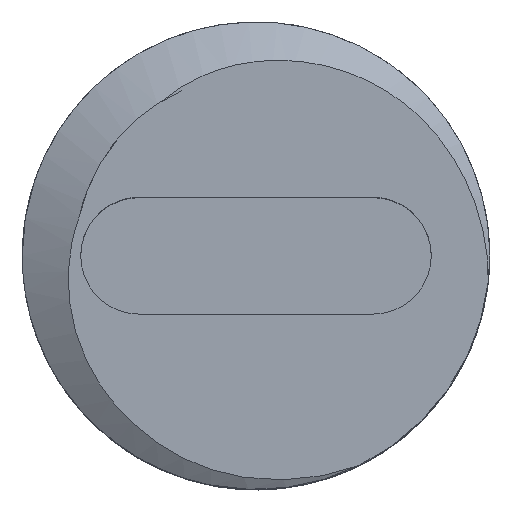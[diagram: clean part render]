
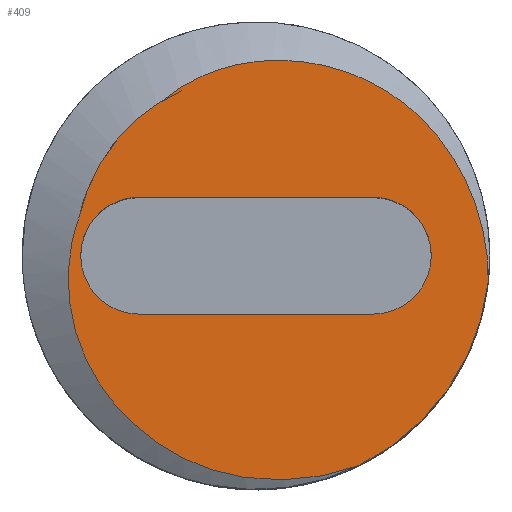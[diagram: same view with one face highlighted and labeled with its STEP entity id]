
A CAD part, top view. The second image highlights one B-rep face of the part: STEP entity #409.
In plain terms, the highlighted planar face has unit normal (0, 0, 1).
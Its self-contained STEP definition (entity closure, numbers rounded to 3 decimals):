
#18=FACE_BOUND('',#66,.T.);
#22=PLANE('',#461);
#42=FACE_OUTER_BOUND('',#65,.T.);
#65=EDGE_LOOP('',(#326,#327,#328,#329));
#66=EDGE_LOOP('',(#330,#331,#332,#333));
#74=CIRCLE('',#449,2.);
#75=CIRCLE('',#451,1.548);
#76=CIRCLE('',#454,0.5);
#78=CIRCLE('',#458,0.5);
#107=B_SPLINE_CURVE_WITH_KNOTS('',3,(#2637,#2638,#2639,#2640,#2641,#2642,
#2643,#2644,#2645,#2646,#2647,#2648,#2649,#2650,#2651,#2652,#2653,#2654,
#2655,#2656,#2657,#2658,#2659,#2660,#2661,#2662,#2663,#2664,#2665,#2666,
#2667,#2668,#2669,#2670,#2671,#2672,#2673,#2674,#2675,#2676,#2677,#2678,
#2679,#2680,#2681,#2682,#2683,#2684,#2685),.UNSPECIFIED.,.F.,.F.,(4,3,3,
3,3,3,3,3,3,3,3,3,3,3,3,3,4),(0.,0.045,0.057,
0.07,0.094,0.128,0.137,
0.147,0.2,0.264,0.364,
0.389,0.429,0.522,0.542,
0.593,0.757),.UNSPECIFIED.);
#108=B_SPLINE_CURVE_WITH_KNOTS('',3,(#2686,#2687,#2688,#2689,#2690,#2691,
#2692,#2693,#2694,#2695,#2696,#2697,#2698,#2699,#2700,#2701,#2702,#2703,
#2704,#2705,#2706,#2707,#2708,#2709,#2710,#2711,#2712,#2713,#2714,#2715,
#2716,#2717,#2718,#2719,#2720,#2721,#2722,#2723,#2724,#2725,#2726,#2727,
#2728,#2729,#2730,#2731,#2732,#2733,#2734),.UNSPECIFIED.,.F.,.F.,(4,3,3,
3,3,3,3,3,3,3,3,3,3,3,3,3,4),(0.,0.047,0.054,
0.063,0.084,0.089,0.097,
0.107,0.13,0.153,0.19,0.197,
0.213,0.227,0.236,0.255,
0.274),.UNSPECIFIED.);
#123=LINE('',#2614,#143);
#128=LINE('',#2628,#148);
#143=VECTOR('',#517,10.);
#148=VECTOR('',#530,10.);
#178=VERTEX_POINT('',#2405);
#179=VERTEX_POINT('',#2455);
#180=VERTEX_POINT('',#2489);
#181=VERTEX_POINT('',#2554);
#182=VERTEX_POINT('',#2612);
#183=VERTEX_POINT('',#2613);
#186=VERTEX_POINT('',#2621);
#188=VERTEX_POINT('',#2627);
#229=EDGE_CURVE('',#178,#179,#74,.T.);
#232=EDGE_CURVE('',#180,#181,#75,.T.);
#234=EDGE_CURVE('',#182,#183,#123,.T.);
#238=EDGE_CURVE('',#186,#182,#76,.T.);
#241=EDGE_CURVE('',#188,#186,#128,.T.);
#244=EDGE_CURVE('',#183,#188,#78,.T.);
#246=EDGE_CURVE('',#181,#178,#107,.T.);
#247=EDGE_CURVE('',#179,#180,#108,.T.);
#326=ORIENTED_EDGE('',*,*,#229,.F.);
#327=ORIENTED_EDGE('',*,*,#246,.F.);
#328=ORIENTED_EDGE('',*,*,#232,.F.);
#329=ORIENTED_EDGE('',*,*,#247,.F.);
#330=ORIENTED_EDGE('',*,*,#234,.T.);
#331=ORIENTED_EDGE('',*,*,#244,.T.);
#332=ORIENTED_EDGE('',*,*,#241,.T.);
#333=ORIENTED_EDGE('',*,*,#238,.T.);
#409=ADVANCED_FACE('',(#42,#18),#22,.T.);
#449=AXIS2_PLACEMENT_3D('',#2456,#509,#510);
#451=AXIS2_PLACEMENT_3D('',#2555,#513,#514);
#454=AXIS2_PLACEMENT_3D('',#2622,#523,#524);
#458=AXIS2_PLACEMENT_3D('',#2633,#535,#536);
#461=AXIS2_PLACEMENT_3D('',#2636,#541,#542);
#509=DIRECTION('center_axis',(0.,0.,-1.));
#510=DIRECTION('ref_axis',(1.,0.,0.));
#513=DIRECTION('center_axis',(0.,0.,-1.));
#514=DIRECTION('ref_axis',(0.,1.,0.));
#517=DIRECTION('',(1.,0.,0.));
#523=DIRECTION('center_axis',(0.,0.,-1.));
#524=DIRECTION('ref_axis',(0.,1.,0.));
#530=DIRECTION('',(-1.,0.,0.));
#535=DIRECTION('center_axis',(0.,0.,-1.));
#536=DIRECTION('ref_axis',(0.,-1.,0.));
#541=DIRECTION('center_axis',(0.,0.,1.));
#542=DIRECTION('ref_axis',(1.,0.,0.));
#2405=CARTESIAN_POINT('',(1.988,-0.221,-2.));
#2455=CARTESIAN_POINT('',(0.88,-1.796,-2.));
#2456=CARTESIAN_POINT('Origin',(0.,0.,-2.));
#2489=CARTESIAN_POINT('',(-1.512,0.332,-2.));
#2554=CARTESIAN_POINT('',(-0.822,1.312,-2.));
#2555=CARTESIAN_POINT('Origin',(0.,0.,
-2.));
#2612=CARTESIAN_POINT('',(-1.,0.5,-2.));
#2613=CARTESIAN_POINT('',(1.,0.5,-2.));
#2614=CARTESIAN_POINT('',(-0.5,0.5,-2.));
#2621=CARTESIAN_POINT('',(-1.,-0.5,-2.));
#2622=CARTESIAN_POINT('Origin',(-1.,0.,-2.));
#2627=CARTESIAN_POINT('',(1.,-0.5,-2.));
#2628=CARTESIAN_POINT('',(0.5,-0.5,-2.));
#2633=CARTESIAN_POINT('Origin',(1.,0.,-2.));
#2636=CARTESIAN_POINT('Origin',(0.,0.,-2.));
#2637=CARTESIAN_POINT('Ctrl Pts',(-0.822,1.312,-2.));
#2638=CARTESIAN_POINT('Ctrl Pts',(-0.706,1.408,-2.));
#2639=CARTESIAN_POINT('Ctrl Pts',(-0.578,1.487,-2.));
#2640=CARTESIAN_POINT('Ctrl Pts',(-0.441,1.545,-2.));
#2641=CARTESIAN_POINT('Ctrl Pts',(-0.404,1.561,-2.));
#2642=CARTESIAN_POINT('Ctrl Pts',(-0.367,1.575,-2.));
#2643=CARTESIAN_POINT('Ctrl Pts',(-0.329,1.588,-2.));
#2644=CARTESIAN_POINT('Ctrl Pts',(-0.287,1.602,-2.));
#2645=CARTESIAN_POINT('Ctrl Pts',(-0.246,1.614,-2.));
#2646=CARTESIAN_POINT('Ctrl Pts',(-0.206,1.624,-2.));
#2647=CARTESIAN_POINT('Ctrl Pts',(-0.134,1.642,-2.));
#2648=CARTESIAN_POINT('Ctrl Pts',(-0.064,1.654,-2.));
#2649=CARTESIAN_POINT('Ctrl Pts',(0.,1.661,
-2.));
#2650=CARTESIAN_POINT('Ctrl Pts',(0.09,1.671,-2.));
#2651=CARTESIAN_POINT('Ctrl Pts',(0.17,1.673,-2.));
#2652=CARTESIAN_POINT('Ctrl Pts',(0.237,1.671,-2.));
#2653=CARTESIAN_POINT('Ctrl Pts',(0.256,1.67,-2.));
#2654=CARTESIAN_POINT('Ctrl Pts',(0.273,1.67,-2.));
#2655=CARTESIAN_POINT('Ctrl Pts',(0.29,1.669,-2.));
#2656=CARTESIAN_POINT('Ctrl Pts',(0.308,1.668,-2.));
#2657=CARTESIAN_POINT('Ctrl Pts',(0.326,1.667,-2.));
#2658=CARTESIAN_POINT('Ctrl Pts',(0.344,1.665,-2.));
#2659=CARTESIAN_POINT('Ctrl Pts',(0.439,1.657,-2.));
#2660=CARTESIAN_POINT('Ctrl Pts',(0.533,1.641,-2.));
#2661=CARTESIAN_POINT('Ctrl Pts',(0.626,1.617,-2.));
#2662=CARTESIAN_POINT('Ctrl Pts',(0.737,1.589,-2.));
#2663=CARTESIAN_POINT('Ctrl Pts',(0.845,1.549,-2.));
#2664=CARTESIAN_POINT('Ctrl Pts',(0.949,1.5,-2.));
#2665=CARTESIAN_POINT('Ctrl Pts',(1.113,1.421,-2.));
#2666=CARTESIAN_POINT('Ctrl Pts',(1.264,1.318,-2.));
#2667=CARTESIAN_POINT('Ctrl Pts',(1.396,1.193,-2.));
#2668=CARTESIAN_POINT('Ctrl Pts',(1.43,1.161,-2.));
#2669=CARTESIAN_POINT('Ctrl Pts',(1.462,1.128,-2.));
#2670=CARTESIAN_POINT('Ctrl Pts',(1.493,1.095,-2.));
#2671=CARTESIAN_POINT('Ctrl Pts',(1.54,1.042,-2.));
#2672=CARTESIAN_POINT('Ctrl Pts',(1.583,0.989,-2.));
#2673=CARTESIAN_POINT('Ctrl Pts',(1.621,0.936,-2.));
#2674=CARTESIAN_POINT('Ctrl Pts',(1.709,0.812,-2.));
#2675=CARTESIAN_POINT('Ctrl Pts',(1.774,0.691,-2.));
#2676=CARTESIAN_POINT('Ctrl Pts',(1.821,0.585,-2.));
#2677=CARTESIAN_POINT('Ctrl Pts',(1.831,0.562,-2.));
#2678=CARTESIAN_POINT('Ctrl Pts',(1.84,0.54,-2.));
#2679=CARTESIAN_POINT('Ctrl Pts',(1.849,0.518,-2.));
#2680=CARTESIAN_POINT('Ctrl Pts',(1.871,0.462,-2.));
#2681=CARTESIAN_POINT('Ctrl Pts',(1.89,0.406,-2.));
#2682=CARTESIAN_POINT('Ctrl Pts',(1.907,0.348,-2.));
#2683=CARTESIAN_POINT('Ctrl Pts',(1.962,0.164,-2.));
#2684=CARTESIAN_POINT('Ctrl Pts',(1.989,-0.028,-2.));
#2685=CARTESIAN_POINT('Ctrl Pts',(1.988,-0.221,-2.));
#2686=CARTESIAN_POINT('Ctrl Pts',(0.88,-1.796,-2.));
#2687=CARTESIAN_POINT('Ctrl Pts',(0.731,-1.851,-2.));
#2688=CARTESIAN_POINT('Ctrl Pts',(0.577,-1.887,-2.));
#2689=CARTESIAN_POINT('Ctrl Pts',(0.42,-1.905,-2.));
#2690=CARTESIAN_POINT('Ctrl Pts',(0.397,-1.908,-2.));
#2691=CARTESIAN_POINT('Ctrl Pts',(0.374,-1.91,-2.));
#2692=CARTESIAN_POINT('Ctrl Pts',(0.35,-1.912,-2.));
#2693=CARTESIAN_POINT('Ctrl Pts',(0.321,-1.914,-2.));
#2694=CARTESIAN_POINT('Ctrl Pts',(0.291,-1.916,-2.));
#2695=CARTESIAN_POINT('Ctrl Pts',(0.259,-1.917,-2.));
#2696=CARTESIAN_POINT('Ctrl Pts',(0.18,-1.92,-2.));
#2697=CARTESIAN_POINT('Ctrl Pts',(0.093,-1.918,
-2.));
#2698=CARTESIAN_POINT('Ctrl Pts',(0.,-1.909,
-2.));
#2699=CARTESIAN_POINT('Ctrl Pts',(-0.022,-1.907,
-2.));
#2700=CARTESIAN_POINT('Ctrl Pts',(-0.045,-1.904,
-2.));
#2701=CARTESIAN_POINT('Ctrl Pts',(-0.068,-1.901,
-2.));
#2702=CARTESIAN_POINT('Ctrl Pts',(-0.106,-1.896,
-2.));
#2703=CARTESIAN_POINT('Ctrl Pts',(-0.145,-1.89,-2.));
#2704=CARTESIAN_POINT('Ctrl Pts',(-0.185,-1.882,-2.));
#2705=CARTESIAN_POINT('Ctrl Pts',(-0.232,-1.872,
-2.));
#2706=CARTESIAN_POINT('Ctrl Pts',(-0.278,-1.861,
-2.));
#2707=CARTESIAN_POINT('Ctrl Pts',(-0.323,-1.848,
-2.));
#2708=CARTESIAN_POINT('Ctrl Pts',(-0.43,-1.817,
-2.));
#2709=CARTESIAN_POINT('Ctrl Pts',(-0.535,-1.777,
-2.));
#2710=CARTESIAN_POINT('Ctrl Pts',(-0.635,-1.727,-2.));
#2711=CARTESIAN_POINT('Ctrl Pts',(-0.734,-1.677,-2.));
#2712=CARTESIAN_POINT('Ctrl Pts',(-0.829,-1.618,
-2.));
#2713=CARTESIAN_POINT('Ctrl Pts',(-0.918,-1.55,
-2.));
#2714=CARTESIAN_POINT('Ctrl Pts',(-1.059,-1.443,-2.));
#2715=CARTESIAN_POINT('Ctrl Pts',(-1.183,-1.315,-2.));
#2716=CARTESIAN_POINT('Ctrl Pts',(-1.286,-1.172,-2.));
#2717=CARTESIAN_POINT('Ctrl Pts',(-1.305,-1.146,-2.));
#2718=CARTESIAN_POINT('Ctrl Pts',(-1.323,-1.12,-2.));
#2719=CARTESIAN_POINT('Ctrl Pts',(-1.34,-1.092,-2.));
#2720=CARTESIAN_POINT('Ctrl Pts',(-1.386,-1.022,-2.));
#2721=CARTESIAN_POINT('Ctrl Pts',(-1.431,-0.94,
-2.));
#2722=CARTESIAN_POINT('Ctrl Pts',(-1.471,-0.849,
-2.));
#2723=CARTESIAN_POINT('Ctrl Pts',(-1.505,-0.773,-2.));
#2724=CARTESIAN_POINT('Ctrl Pts',(-1.535,-0.69,
-2.));
#2725=CARTESIAN_POINT('Ctrl Pts',(-1.558,-0.6,
-2.));
#2726=CARTESIAN_POINT('Ctrl Pts',(-1.571,-0.547,
-2.));
#2727=CARTESIAN_POINT('Ctrl Pts',(-1.582,-0.492,-2.));
#2728=CARTESIAN_POINT('Ctrl Pts',(-1.59,-0.437,
-2.));
#2729=CARTESIAN_POINT('Ctrl Pts',(-1.61,-0.305,
-2.));
#2730=CARTESIAN_POINT('Ctrl Pts',(-1.612,-0.17,
-2.));
#2731=CARTESIAN_POINT('Ctrl Pts',(-1.598,-0.037,
-2.));
#2732=CARTESIAN_POINT('Ctrl Pts',(-1.584,0.089,
-2.));
#2733=CARTESIAN_POINT('Ctrl Pts',(-1.556,0.213,-2.));
#2734=CARTESIAN_POINT('Ctrl Pts',(-1.512,0.332,-2.));
